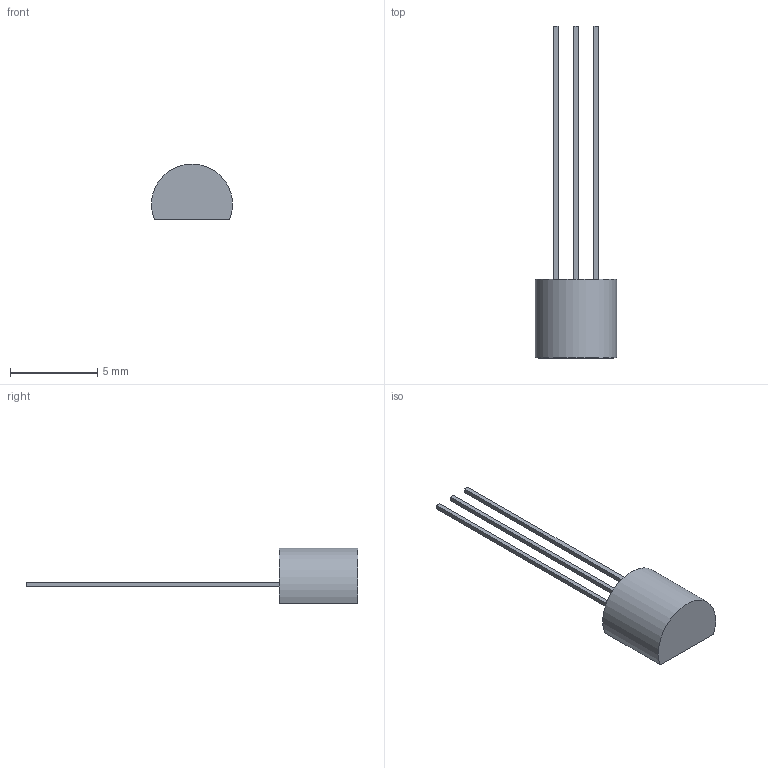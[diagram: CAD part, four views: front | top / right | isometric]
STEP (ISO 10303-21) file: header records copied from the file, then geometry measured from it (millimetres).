
FILE_DESCRIPTION (( 'STEP AP214' ), '1' );
FILE_NAME ('Transistor_TO-92_Type.STEP', '2020-05-09T15:56:08', ( '' ), ( '' ), 'SwSTEP 2.0', 'SolidWorks 2018', '' );
FILE_SCHEMA (( 'AUTOMOTIVE_DESIGN' ));
Length unit declared in the file: millimetre
Products named in the file (1): Transistor_TO-92_Type
Bounding box: 4.64 x 19 x 3.19 mm (x, y, z)
Volume: 58.7 mm3; surface area: 128.7 mm2
Topology: 1 solids, 1 shells, 19 faces, 42 edges, 28 vertices
Faces by surface type: plane 18, cylinder 1
Entity records: 761 total; most frequent: CARTESIAN_POINT 90, DIRECTION 84, ORIENTED_EDGE 84, EDGE_CURVE 42, LINE 40, VECTOR 40, VERTEX_POINT 28, UNCERTAINTY_MEASURE_WITH_UNIT 22
